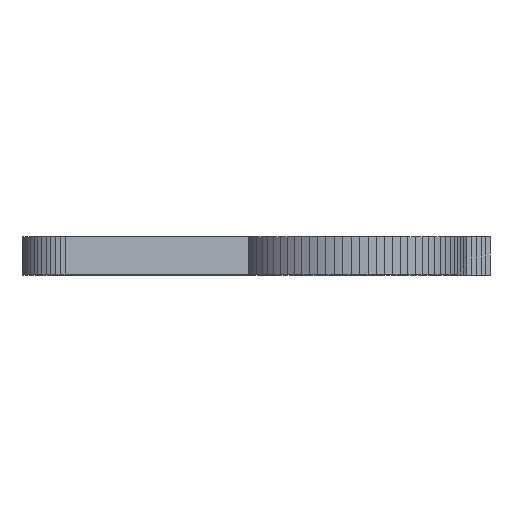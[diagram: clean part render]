
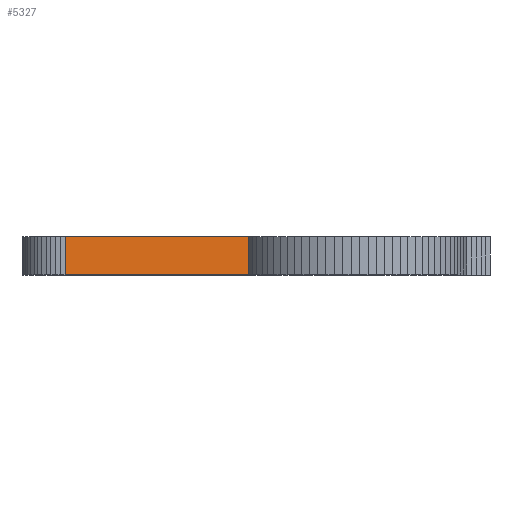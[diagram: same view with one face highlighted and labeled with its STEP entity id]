
A CAD part, top view. The second image highlights one B-rep face of the part: STEP entity #5327.
In plain terms, the highlighted planar face has unit normal (0.131, 0, 0.991).
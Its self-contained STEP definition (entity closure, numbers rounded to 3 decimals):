
#61 = EDGE_LOOP ( 'NONE', ( #5659, #383, #6161, #285 ) ) ;
#189 = VECTOR ( 'NONE', #6879, 1000. ) ;
#285 = ORIENTED_EDGE ( 'NONE', *, *, #7154, .T. ) ;
#383 = ORIENTED_EDGE ( 'NONE', *, *, #6429, .F. ) ;
#498 = CARTESIAN_POINT ( 'NONE',  ( 23.695, 0., 19.993 ) ) ;
#552 = CARTESIAN_POINT ( 'NONE',  ( 4.522, 0., 22.517 ) ) ;
#730 = EDGE_CURVE ( 'NONE', #1815, #3863, #6939, .T. ) ;
#774 = VECTOR ( 'NONE', #5463, 1000. ) ;
#1027 = CARTESIAN_POINT ( 'NONE',  ( 4.522, 4., 22.517 ) ) ;
#1133 = EDGE_CURVE ( 'NONE', #3981, #6626, #6556, .T. ) ;
#1776 = CARTESIAN_POINT ( 'NONE',  ( 23.695, 4., 19.993 ) ) ;
#1815 = VERTEX_POINT ( 'NONE', #5411 ) ;
#1928 = VECTOR ( 'NONE', #1936, 1000. ) ;
#1936 = DIRECTION ( 'NONE',  ( -0.991, 0., 0.131 ) ) ;
#2149 = DIRECTION ( 'NONE',  ( 0., -1., 0. ) ) ;
#2181 = VECTOR ( 'NONE', #2149, 1000. ) ;
#2707 = LINE ( 'NONE', #7156, #2181 ) ;
#3530 = FACE_OUTER_BOUND ( 'NONE', #61, .T. ) ;
#3582 = AXIS2_PLACEMENT_3D ( 'NONE', #5676, #4035, #5043 ) ;
#3863 = VERTEX_POINT ( 'NONE', #1027 ) ;
#3981 = VERTEX_POINT ( 'NONE', #6647 ) ;
#4035 = DIRECTION ( 'NONE',  ( 0.131, 0., 0.991 ) ) ;
#4279 = CARTESIAN_POINT ( 'NONE',  ( 23.695, 4., 19.993 ) ) ;
#4616 = PLANE ( 'NONE',  #3582 ) ;
#5043 = DIRECTION ( 'NONE',  ( 0.991, 0., -0.131 ) ) ;
#5327 = ADVANCED_FACE ( 'NONE', ( #3530 ), #4616, .T. ) ;
#5411 = CARTESIAN_POINT ( 'NONE',  ( 23.695, 4., 19.993 ) ) ;
#5463 = DIRECTION ( 'NONE',  ( -0.991, 0., 0.131 ) ) ;
#5659 = ORIENTED_EDGE ( 'NONE', *, *, #1133, .F. ) ;
#5676 = CARTESIAN_POINT ( 'NONE',  ( 23.695, 4., 19.993 ) ) ;
#6161 = ORIENTED_EDGE ( 'NONE', *, *, #730, .T. ) ;
#6221 = LINE ( 'NONE', #1776, #189 ) ;
#6429 = EDGE_CURVE ( 'NONE', #1815, #3981, #6221, .T. ) ;
#6556 = LINE ( 'NONE', #498, #774 ) ;
#6626 = VERTEX_POINT ( 'NONE', #552 ) ;
#6647 = CARTESIAN_POINT ( 'NONE',  ( 23.695, 0., 19.993 ) ) ;
#6879 = DIRECTION ( 'NONE',  ( 0., -1., 0. ) ) ;
#6939 = LINE ( 'NONE', #4279, #1928 ) ;
#7154 = EDGE_CURVE ( 'NONE', #3863, #6626, #2707, .T. ) ;
#7156 = CARTESIAN_POINT ( 'NONE',  ( 4.522, 4., 22.517 ) ) ;
